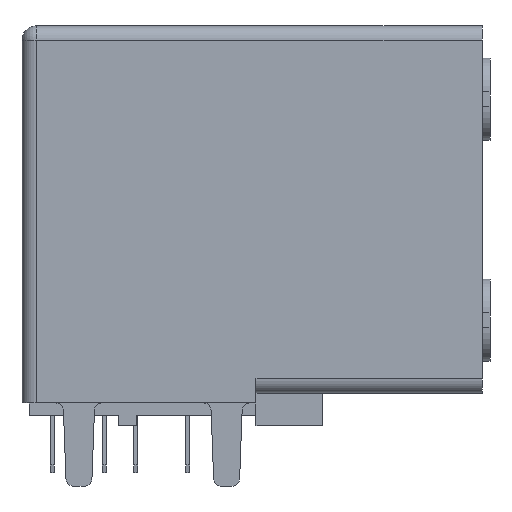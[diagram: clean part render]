
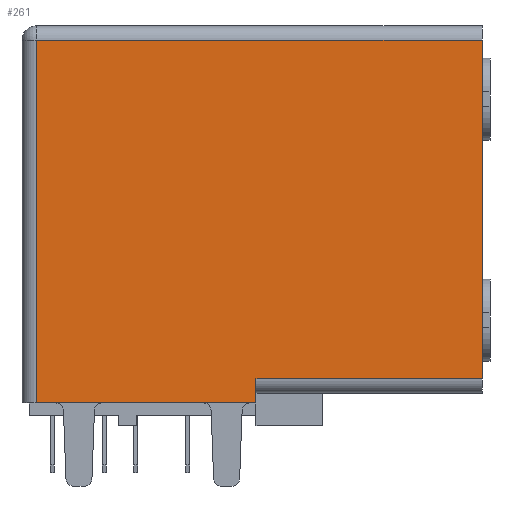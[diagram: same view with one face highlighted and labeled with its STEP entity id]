
A CAD part, left-side view. The second image highlights one B-rep face of the part: STEP entity #261.
In plain terms, the highlighted planar face has unit normal (-1, 0, 0).
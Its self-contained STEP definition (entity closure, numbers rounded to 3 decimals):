
#39 = EDGE_CURVE('',#40,#42,#44,.T.);
#40 = VERTEX_POINT('',#41);
#41 = CARTESIAN_POINT('',(-6.8,-0.15,0.885));
#42 = VERTEX_POINT('',#43);
#43 = CARTESIAN_POINT('',(-6.8,8.3,0.885));
#44 = LINE('',#45,#46);
#45 = CARTESIAN_POINT('',(-6.8,-0.15,0.885));
#46 = VECTOR('',#47,1.);
#47 = DIRECTION('',(0.,1.,0.));
#261 = ADVANCED_FACE('',(#262),#303,.T.);
#262 = FACE_BOUND('',#263,.T.);
#263 = EDGE_LOOP('',(#264,#265,#273,#281,#289,#297));
#264 = ORIENTED_EDGE('',*,*,#39,.F.);
#265 = ORIENTED_EDGE('',*,*,#266,.T.);
#266 = EDGE_CURVE('',#40,#267,#269,.T.);
#267 = VERTEX_POINT('',#268);
#268 = CARTESIAN_POINT('',(-6.8,-0.15,1.815));
#269 = LINE('',#270,#271);
#270 = CARTESIAN_POINT('',(-6.8,-0.15,8.233));
#271 = VECTOR('',#272,1.);
#272 = DIRECTION('',(0.,0.,1.));
#273 = ORIENTED_EDGE('',*,*,#274,.T.);
#274 = EDGE_CURVE('',#267,#275,#277,.T.);
#275 = VERTEX_POINT('',#276);
#276 = CARTESIAN_POINT('',(-6.8,-8.85,1.815));
#277 = LINE('',#278,#279);
#278 = CARTESIAN_POINT('',(-6.8,-0.15,1.815));
#279 = VECTOR('',#280,1.);
#280 = DIRECTION('',(0.,-1.,0.));
#281 = ORIENTED_EDGE('',*,*,#282,.F.);
#282 = EDGE_CURVE('',#283,#275,#285,.T.);
#283 = VERTEX_POINT('',#284);
#284 = CARTESIAN_POINT('',(-6.8,-8.85,14.84));
#285 = LINE('',#286,#287);
#286 = CARTESIAN_POINT('',(-6.8,-8.85,15.39));
#287 = VECTOR('',#288,1.);
#288 = DIRECTION('',(0.,0.,-1.));
#289 = ORIENTED_EDGE('',*,*,#290,.F.);
#290 = EDGE_CURVE('',#291,#283,#293,.T.);
#291 = VERTEX_POINT('',#292);
#292 = CARTESIAN_POINT('',(-6.8,8.3,14.84));
#293 = LINE('',#294,#295);
#294 = CARTESIAN_POINT('',(-6.8,8.85,14.84));
#295 = VECTOR('',#296,1.);
#296 = DIRECTION('',(0.,-1.,0.));
#297 = ORIENTED_EDGE('',*,*,#298,.T.);
#298 = EDGE_CURVE('',#291,#42,#299,.T.);
#299 = LINE('',#300,#301);
#300 = CARTESIAN_POINT('',(-6.8,8.3,15.39));
#301 = VECTOR('',#302,1.);
#302 = DIRECTION('',(0.,0.,-1.));
#303 = PLANE('',#304);
#304 = AXIS2_PLACEMENT_3D('',#305,#306,#307);
#305 = CARTESIAN_POINT('',(-6.8,-0.145,7.993));
#306 = DIRECTION('',(-1.,0.,0.));
#307 = DIRECTION('',(0.,1.,0.));
